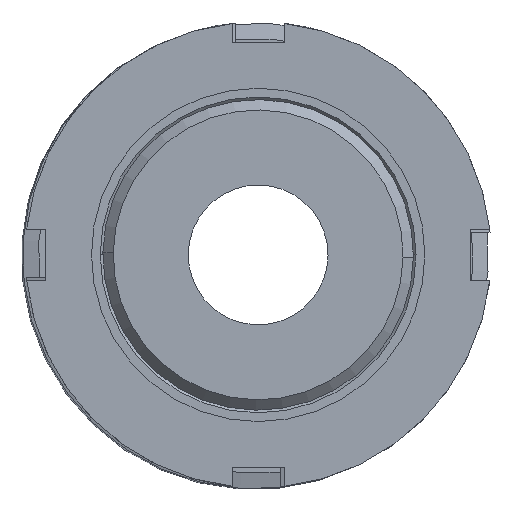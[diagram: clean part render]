
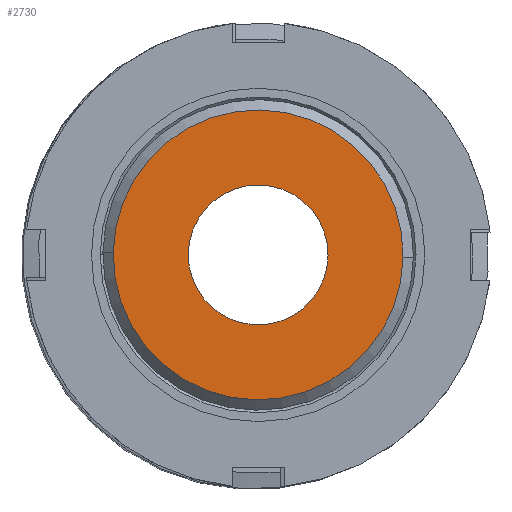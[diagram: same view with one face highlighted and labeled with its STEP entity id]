
A CAD part, front view. The second image highlights one B-rep face of the part: STEP entity #2730.
In plain terms, the highlighted planar face has unit normal (0, -1, 0).
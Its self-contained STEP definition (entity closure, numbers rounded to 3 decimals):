
#81 = ORIENTED_EDGE ( 'NONE', *, *, #1129, .F. ) ;
#179 = CARTESIAN_POINT ( 'NONE',  ( 0., 3.568, 0. ) ) ;
#396 = CARTESIAN_POINT ( 'NONE',  ( 6.75, 3.568, 0. ) ) ;
#408 = CIRCLE ( 'NONE', #802, 6.75 ) ;
#418 = CIRCLE ( 'NONE', #2779, 6.75 ) ;
#430 = DIRECTION ( 'NONE',  ( 0., 1., 0. ) ) ;
#455 = DIRECTION ( 'NONE',  ( 0., 1., 0. ) ) ;
#459 = AXIS2_PLACEMENT_3D ( 'NONE', #1736, #2717, #2239 ) ;
#495 = CARTESIAN_POINT ( 'NONE',  ( 0., 3.568, 0. ) ) ;
#678 = CARTESIAN_POINT ( 'NONE',  ( 0., 3.568, 0. ) ) ;
#684 = CARTESIAN_POINT ( 'NONE',  ( 14., 3.568, 0. ) ) ;
#737 = PLANE ( 'NONE',  #459 ) ;
#802 = AXIS2_PLACEMENT_3D ( 'NONE', #678, #455, #2663 ) ;
#966 = EDGE_LOOP ( 'NONE', ( #1093, #1908 ) ) ;
#1021 = DIRECTION ( 'NONE',  ( 0., 1., 0. ) ) ;
#1093 = ORIENTED_EDGE ( 'NONE', *, *, #1459, .T. ) ;
#1129 = EDGE_CURVE ( 'NONE', #1347, #1673, #1925, .T. ) ;
#1134 = VERTEX_POINT ( 'NONE', #396 ) ;
#1207 = ORIENTED_EDGE ( 'NONE', *, *, #2693, .F. ) ;
#1312 = CARTESIAN_POINT ( 'NONE',  ( -14., 3.568, 0. ) ) ;
#1331 = CARTESIAN_POINT ( 'NONE',  ( 0., 3.568, 0. ) ) ;
#1347 = VERTEX_POINT ( 'NONE', #1312 ) ;
#1415 = FACE_OUTER_BOUND ( 'NONE', #2366, .T. ) ;
#1459 = EDGE_CURVE ( 'NONE', #1664, #1134, #418, .T. ) ;
#1542 = AXIS2_PLACEMENT_3D ( 'NONE', #495, #1021, #1975 ) ;
#1579 = DIRECTION ( 'NONE',  ( 0., 1., 0. ) ) ;
#1600 = DIRECTION ( 'NONE',  ( -1., 0., 0. ) ) ;
#1664 = VERTEX_POINT ( 'NONE', #2951 ) ;
#1673 = VERTEX_POINT ( 'NONE', #684 ) ;
#1736 = CARTESIAN_POINT ( 'NONE',  ( 6.75, 3.568, 0. ) ) ;
#1800 = CIRCLE ( 'NONE', #1542, 14. ) ;
#1908 = ORIENTED_EDGE ( 'NONE', *, *, #2505, .T. ) ;
#1925 = CIRCLE ( 'NONE', #2240, 14. ) ;
#1975 = DIRECTION ( 'NONE',  ( -1., 0., 0. ) ) ;
#2239 = DIRECTION ( 'NONE',  ( -1., 0., 0. ) ) ;
#2240 = AXIS2_PLACEMENT_3D ( 'NONE', #179, #430, #2646 ) ;
#2254 = FACE_BOUND ( 'NONE', #966, .T. ) ;
#2366 = EDGE_LOOP ( 'NONE', ( #81, #1207 ) ) ;
#2505 = EDGE_CURVE ( 'NONE', #1134, #1664, #408, .T. ) ;
#2646 = DIRECTION ( 'NONE',  ( -1., 0., 0. ) ) ;
#2663 = DIRECTION ( 'NONE',  ( -1., 0., 0. ) ) ;
#2693 = EDGE_CURVE ( 'NONE', #1673, #1347, #1800, .T. ) ;
#2717 = DIRECTION ( 'NONE',  ( 0., 1., 0. ) ) ;
#2730 = ADVANCED_FACE ( 'NONE', ( #1415, #2254 ), #737, .F. ) ;
#2779 = AXIS2_PLACEMENT_3D ( 'NONE', #1331, #1579, #1600 ) ;
#2951 = CARTESIAN_POINT ( 'NONE',  ( -6.75, 3.568, 0. ) ) ;
